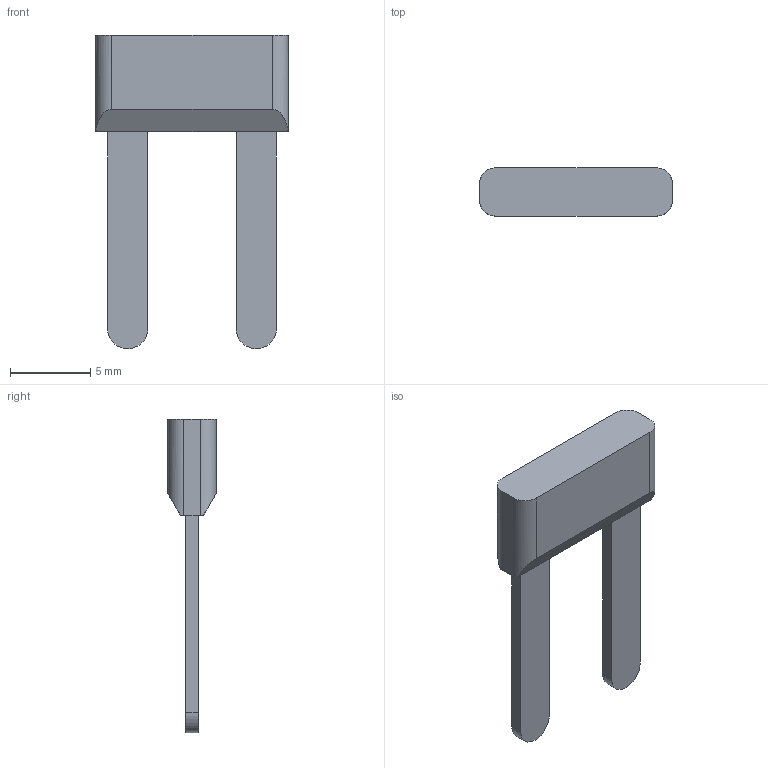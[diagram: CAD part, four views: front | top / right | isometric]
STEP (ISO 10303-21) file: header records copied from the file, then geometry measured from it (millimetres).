
FILE_DESCRIPTION(('CATIA V5R24 STEP','CAx-IF Rec.Pracs.--- Model Styling and Organization---1.2---2011-12-15'),'2;1');
FILE_NAME ('341590-1_1_1316670000_1316670000.stp','2018-08-24T11:19:27+00:00',('none'),('Weidmueller'),'CATIA Version 5-6 Release 2014 SP4 HF52','CATIA V5 STEP AP214','none');
FILE_SCHEMA(('AUTOMOTIVE_DESIGN { 1 0 10303 214 1 1 1 1 }'));
Length unit declared in the file: millimetre
Products named in the file (1): 1316670000
Bounding box: 12 x 3 x 19.5 mm (x, y, z)
Volume: 277.2 mm3; surface area: 490.5 mm2
Topology: 2 solids, 2 shells, 38 faces, 102 edges, 68 vertices
Faces by surface type: plane 30, cylinder 8
Entity records: 1210 total; most frequent: CARTESIAN_POINT 251, ORIENTED_EDGE 204, DIRECTION 164, EDGE_CURVE 102, VECTOR 82, LINE 82, VERTEX_POINT 68, AXIS2_PLACEMENT_3D 50
